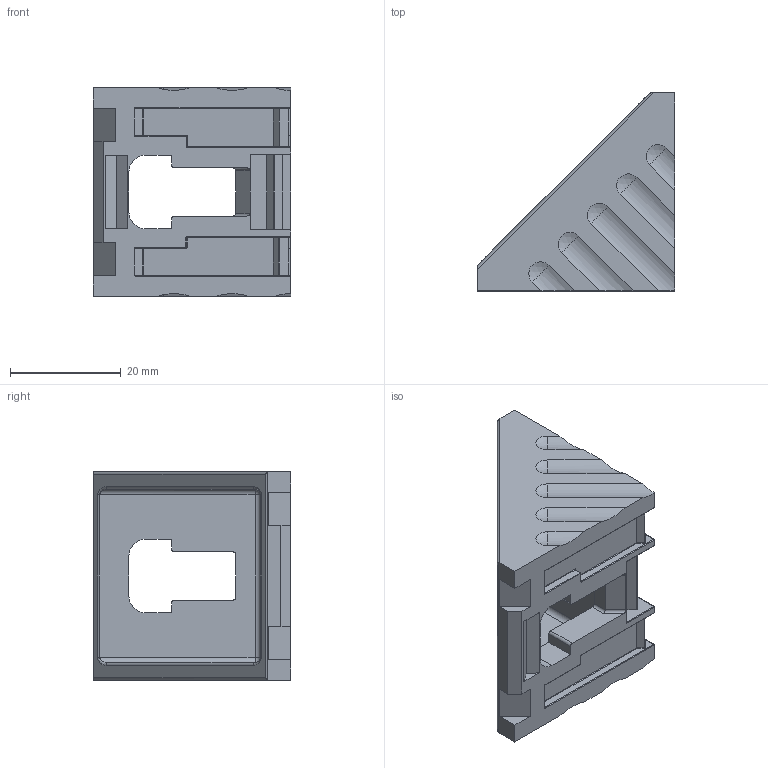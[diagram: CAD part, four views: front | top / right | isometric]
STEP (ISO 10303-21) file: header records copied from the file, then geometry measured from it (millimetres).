
FILE_DESCRIPTION(/* description */ (''),/* implementation_level */ '2;1');
FILE_NAME(/* name */ 'extrusion l mounts.stp',/* time_stamp */ '2022-06-30T13:14:30+06:00',/* author */ ('User'),/* organization */ (''),/* preprocessor_version */ 'ST-DEVELOPER v18',/* originating_system */ 'Autodesk Inventor 2020',/* authorisation */ '');
FILE_SCHEMA (('AUTOMOTIVE_DESIGN { 1 0 10303 214 3 1 1 }'));
Length unit declared in the file: millimetre
Products named in the file (1): extrusion l mounts
Bounding box: 35.8 x 35.8 x 37.76 mm (x, y, z)
Volume: 12420.1 mm3; surface area: 7797.2 mm2
Topology: 1 solids, 1 shells, 262 faces, 650 edges, 390 vertices
Faces by surface type: cylinder 122, plane 84, sphere 34, torus 11, bspline 11
Entity records: 8068 total; most frequent: CARTESIAN_POINT 1691, DIRECTION 1399, ORIENTED_EDGE 1298, EDGE_CURVE 649, AXIS2_PLACEMENT_3D 510, VERTEX_POINT 390, LINE 379, VECTOR 379
